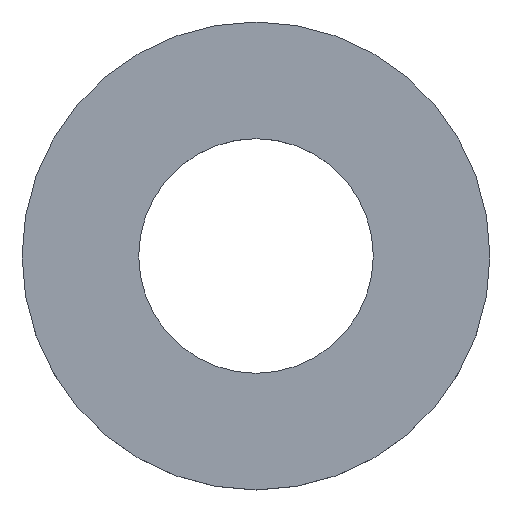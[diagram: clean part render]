
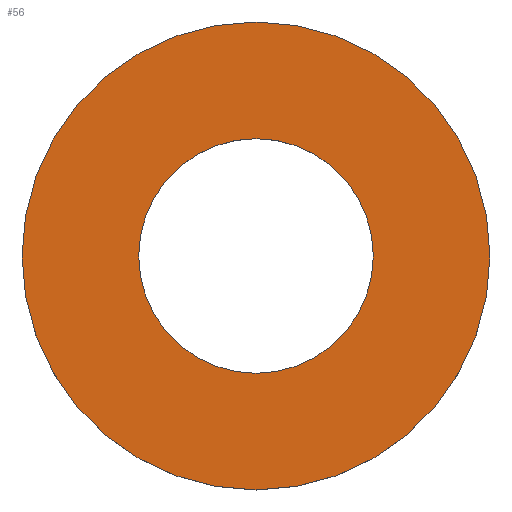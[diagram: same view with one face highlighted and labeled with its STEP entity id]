
A CAD part, top view. The second image highlights one B-rep face of the part: STEP entity #56.
In plain terms, the highlighted planar face has unit normal (0, 0, 1).
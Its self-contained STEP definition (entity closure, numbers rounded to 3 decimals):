
#14=PLANE($,#67);
#18=FACE_BOUND($,#30,.T.);
#22=FACE_OUTER_BOUND($,#29,.T.);
#29=EDGE_LOOP($,(#49));
#30=EDGE_LOOP($,(#50));
#31=CIRCLE($,#61,4.394);
#33=CIRCLE($,#64,8.763);
#35=VERTEX_POINT($,#88);
#37=VERTEX_POINT($,#93);
#39=EDGE_CURVE($,#35,#35,#31,.T.);
#41=EDGE_CURVE($,#37,#37,#33,.T.);
#49=ORIENTED_EDGE($,*,*,#41,.F.);
#50=ORIENTED_EDGE($,*,*,#39,.T.);
#56=ADVANCED_FACE($,(#22,#18),#14,.F.);
#61=AXIS2_PLACEMENT_3D($,#89,#72,#73);
#64=AXIS2_PLACEMENT_3D($,#94,#78,#79);
#67=AXIS2_PLACEMENT_3D($,#98,#84,#85);
#72=DIRECTION('center_axis',(0.,0.,-1.));
#73=DIRECTION('ref_axis',(1.,0.,0.));
#78=DIRECTION('center_axis',(0.,0.,-1.));
#79=DIRECTION('ref_axis',(1.,0.,0.));
#84=DIRECTION('center_axis',(0.,0.,-1.));
#85=DIRECTION('ref_axis',(-1.,0.,0.));
#88=CARTESIAN_POINT('',(4.394,0.,1.473));
#89=CARTESIAN_POINT('Origin',(0.,0.,1.473));
#93=CARTESIAN_POINT('',(8.763,0.,1.473));
#94=CARTESIAN_POINT('Origin',(0.,0.,1.473));
#98=CARTESIAN_POINT('Origin',(0.,0.,1.473));
